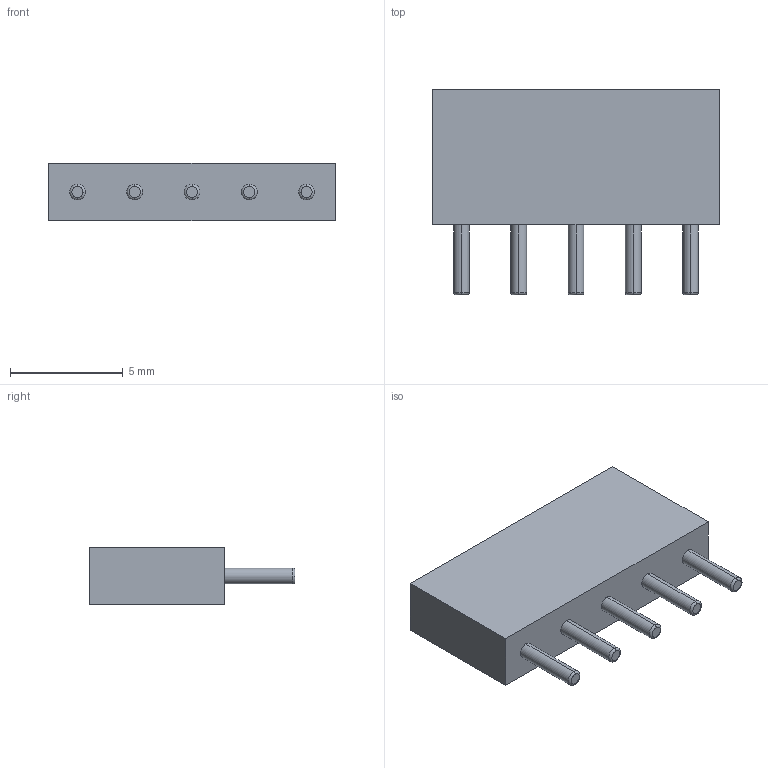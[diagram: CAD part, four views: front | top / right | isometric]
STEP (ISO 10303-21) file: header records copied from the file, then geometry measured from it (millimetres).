
FILE_DESCRIPTION (( 'STEP AP214' ), '1' );
FILE_NAME ('User Library-RM254_5pin.STEP', '2010-07-18T05:17:10', ( 'sysAdmin' ), ( 'SolidWorks' ), 'SwSTEP 2.0', 'SolidWorks 2010', '' );
FILE_SCHEMA (( 'AUTOMOTIVE_DESIGN' ));
Length unit declared in the file: millimetre
Products named in the file (1): User Library-RM254_5pin
Bounding box: 12.7 x 9.12 x 2.54 mm (x, y, z)
Volume: 192.1 mm3; surface area: 318.2 mm2
Topology: 1 solids, 1 shells, 71 faces, 142 edges, 88 vertices
Faces by surface type: cylinder 30, plane 21, torus 20
Entity records: 2691 total; most frequent: DIRECTION 386, CARTESIAN_POINT 302, ORIENTED_EDGE 284, AXIS2_PLACEMENT_3D 172, EDGE_CURVE 142, CIRCLE 100, VERTEX_POINT 88, EDGE_LOOP 86
